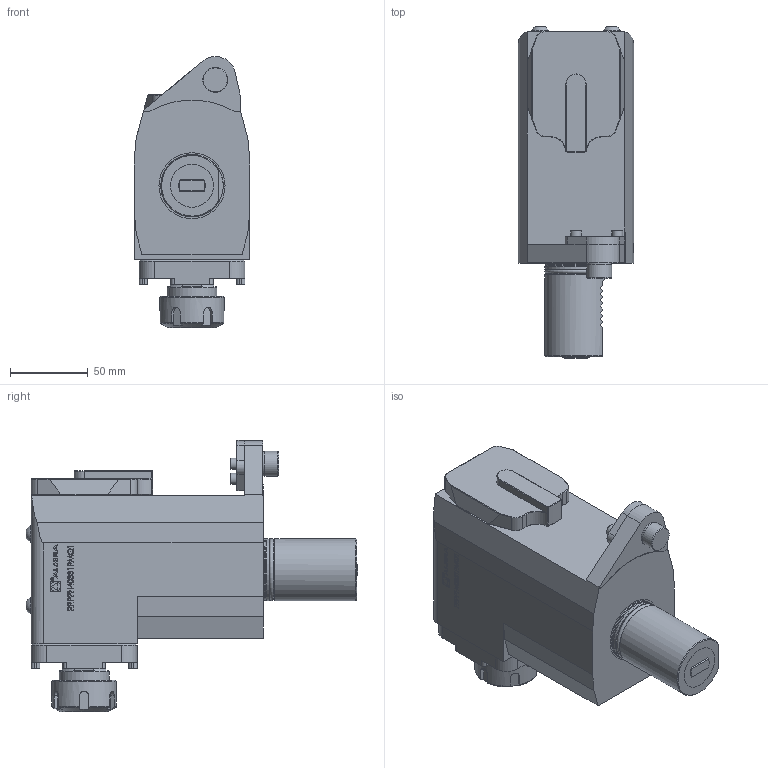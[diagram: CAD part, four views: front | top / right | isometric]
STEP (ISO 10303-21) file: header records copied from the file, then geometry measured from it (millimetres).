
FILE_DESCRIPTION (( 'STEP AP214' ), '1' );
FILE_NAME ('RRPPH40331RMQ1.STEP', '2024-05-16T06:27:23', ( '' ), ( '' ), 'SwSTEP 2.0', 'SolidWorks 2023', '' );
FILE_SCHEMA (( 'AUTOMOTIVE_DESIGN' ));
Length unit declared in the file: millimetre
Products named in the file (1): RRPPH40331RMQ1
Bounding box: 74 x 213.1 x 174.03 mm (x, y, z)
Volume: 1230415.8 mm3; surface area: 87252.1 mm2
Topology: 2 solids, 2 shells, 611 faces, 1617 edges, 1065 vertices
Faces by surface type: plane 383, cylinder 99, bspline 79, cone 27, torus 19, sphere 4
Full cylindrical faces by diameter (mm): 1.7 x1, 2.1 x1, 6.366 x1, 7 x2, 10.5 x4, 15.5 x1, 16 x1, 32 x1, 36 x3, 39.6 x1, 40 x2, 41.5 x1
Entity records: 24653 total; most frequent: CARTESIAN_POINT 9088, ORIENTED_EDGE 3136, DIRECTION 2585, EDGE_CURVE 1568, VERTEX_POINT 1049, VECTOR 1031, LINE 1031, AXIS2_PLACEMENT_3D 777
